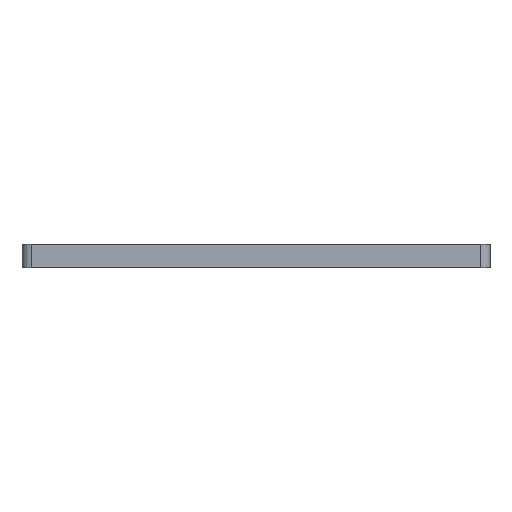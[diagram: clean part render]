
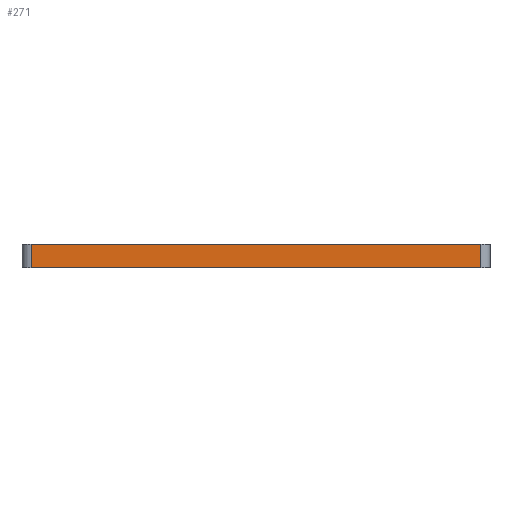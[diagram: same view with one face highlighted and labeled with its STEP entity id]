
A CAD part, front view. The second image highlights one B-rep face of the part: STEP entity #271.
In plain terms, the highlighted planar face has unit normal (0, -1, 0).
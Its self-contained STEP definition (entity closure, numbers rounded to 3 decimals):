
#67 = AXIS2_PLACEMENT_3D ( 'NONE', #413, #69, #217 ) ;
#69 = DIRECTION ( 'NONE',  ( 0., -1., 0. ) ) ;
#70 = EDGE_CURVE ( 'NONE', #885, #322, #165, .T. ) ;
#71 = LINE ( 'NONE', #76, #614 ) ;
#76 = CARTESIAN_POINT ( 'NONE',  ( -50.5, -56.5, -5. ) ) ;
#85 = VECTOR ( 'NONE', #449, 1000. ) ;
#99 = CARTESIAN_POINT ( 'NONE',  ( 48.5, -56.5, -5. ) ) ;
#160 = CARTESIAN_POINT ( 'NONE',  ( 48.5, -56.5, -5. ) ) ;
#165 = LINE ( 'NONE', #581, #282 ) ;
#217 = DIRECTION ( 'NONE',  ( 0., 0., -1. ) ) ;
#221 = ORIENTED_EDGE ( 'NONE', *, *, #653, .F. ) ;
#232 = DIRECTION ( 'NONE',  ( 1., 0., 0. ) ) ;
#271 = ADVANCED_FACE ( 'NONE', ( #845 ), #759, .T. ) ;
#282 = VECTOR ( 'NONE', #712, 1000. ) ;
#299 = LINE ( 'NONE', #526, #476 ) ;
#322 = VERTEX_POINT ( 'NONE', #874 ) ;
#363 = ORIENTED_EDGE ( 'NONE', *, *, #530, .T. ) ;
#413 = CARTESIAN_POINT ( 'NONE',  ( -50.5, -56.5, -5. ) ) ;
#415 = DIRECTION ( 'NONE',  ( 1., 0., 0. ) ) ;
#425 = ORIENTED_EDGE ( 'NONE', *, *, #70, .T. ) ;
#449 = DIRECTION ( 'NONE',  ( 0., 0., 1. ) ) ;
#476 = VECTOR ( 'NONE', #232, 1000. ) ;
#514 = LINE ( 'NONE', #99, #85 ) ;
#526 = CARTESIAN_POINT ( 'NONE',  ( -50.5, -56.5, 0. ) ) ;
#530 = EDGE_CURVE ( 'NONE', #322, #785, #71, .T. ) ;
#556 = CARTESIAN_POINT ( 'NONE',  ( 48.5, -56.5, 0. ) ) ;
#558 = VERTEX_POINT ( 'NONE', #556 ) ;
#581 = CARTESIAN_POINT ( 'NONE',  ( -48.5, -56.5, -5. ) ) ;
#586 = ORIENTED_EDGE ( 'NONE', *, *, #659, .T. ) ;
#614 = VECTOR ( 'NONE', #415, 1000. ) ;
#619 = EDGE_LOOP ( 'NONE', ( #221, #425, #363, #586 ) ) ;
#653 = EDGE_CURVE ( 'NONE', #885, #558, #299, .T. ) ;
#659 = EDGE_CURVE ( 'NONE', #785, #558, #514, .T. ) ;
#712 = DIRECTION ( 'NONE',  ( 0., 0., -1. ) ) ;
#759 = PLANE ( 'NONE',  #67 ) ;
#785 = VERTEX_POINT ( 'NONE', #160 ) ;
#818 = CARTESIAN_POINT ( 'NONE',  ( -48.5, -56.5, 0. ) ) ;
#845 = FACE_OUTER_BOUND ( 'NONE', #619, .T. ) ;
#874 = CARTESIAN_POINT ( 'NONE',  ( -48.5, -56.5, -5. ) ) ;
#885 = VERTEX_POINT ( 'NONE', #818 ) ;
